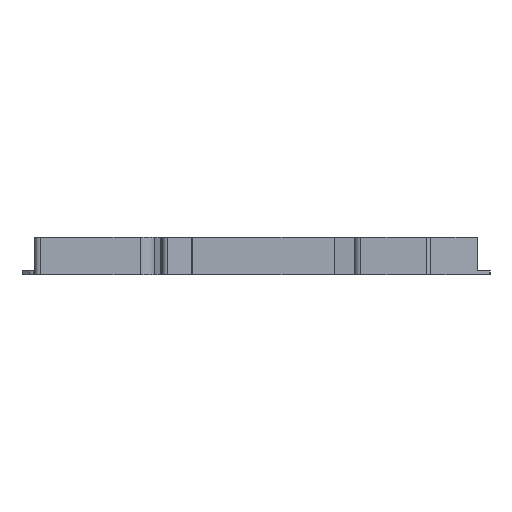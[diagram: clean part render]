
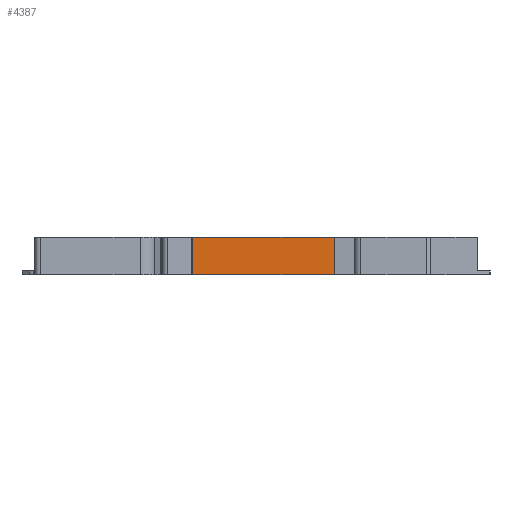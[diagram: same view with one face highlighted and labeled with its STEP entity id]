
A CAD part, front view. The second image highlights one B-rep face of the part: STEP entity #4387.
In plain terms, the highlighted planar face has unit normal (0, -1, 0).
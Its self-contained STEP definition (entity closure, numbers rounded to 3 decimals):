
#1668=DIRECTION('',(-1.,0.,0.));
#1669=VECTOR('',#1668,23.042);
#1670=CARTESIAN_POINT('',(11.721,0.3,-6.1));
#1671=LINE('',#1670,#1669);
#1672=DIRECTION('',(1.,0.,0.));
#1673=VECTOR('',#1672,23.042);
#1674=CARTESIAN_POINT('',(-11.321,0.3,0.));
#1675=LINE('',#1674,#1673);
#1676=DIRECTION('',(0.,0.,-1.));
#1677=VECTOR('',#1676,6.1);
#1678=CARTESIAN_POINT('',(11.721,0.3,0.));
#1679=LINE('',#1678,#1677);
#1680=DIRECTION('',(0.,0.,-1.));
#1681=VECTOR('',#1680,6.1);
#1682=CARTESIAN_POINT('',(-11.321,0.3,0.));
#1683=LINE('',#1682,#1681);
#1844=CARTESIAN_POINT('',(11.721,0.3,0.));
#1845=VERTEX_POINT('',#1844);
#1866=CARTESIAN_POINT('',(11.721,0.3,-6.1));
#1867=VERTEX_POINT('',#1866);
#1928=CARTESIAN_POINT('',(-11.321,0.3,-6.1));
#1929=VERTEX_POINT('',#1928);
#1930=CARTESIAN_POINT('',(-11.321,0.3,0.));
#1931=VERTEX_POINT('',#1930);
#4375=CARTESIAN_POINT('',(11.721,0.3,0.));
#4376=DIRECTION('',(0.,1.,0.));
#4377=DIRECTION('',(-1.,0.,0.));
#4378=AXIS2_PLACEMENT_3D('',#4375,#4376,#4377);
#4379=PLANE('',#4378);
#4380=ORIENTED_EDGE('',*,*,#2363,.T.);
#4382=ORIENTED_EDGE('',*,*,#4381,.F.);
#4383=ORIENTED_EDGE('',*,*,#2568,.T.);
#4384=ORIENTED_EDGE('',*,*,#4370,.T.);
#4385=EDGE_LOOP('',(#4380,#4382,#4383,#4384));
#4386=FACE_OUTER_BOUND('',#4385,.F.);
#2363=EDGE_CURVE('',#1867,#1929,#1671,.T.);
#2568=EDGE_CURVE('',#1931,#1845,#1675,.T.);
#4370=EDGE_CURVE('',#1845,#1867,#1679,.T.);
#4381=EDGE_CURVE('',#1931,#1929,#1683,.T.);
#4387=ADVANCED_FACE('',(#4386),#4379,.F.);
